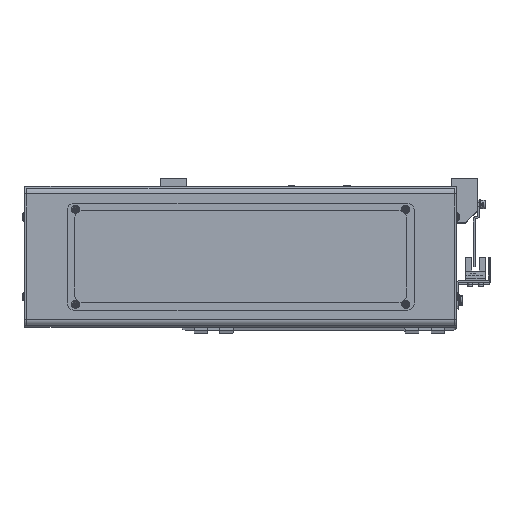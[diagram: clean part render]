
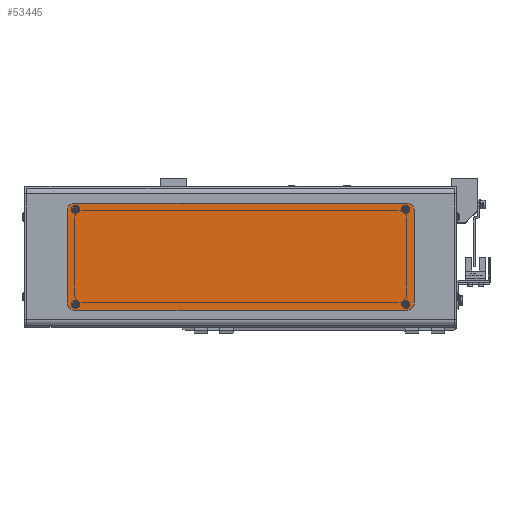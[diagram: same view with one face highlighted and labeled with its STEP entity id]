
A CAD part, top view. The second image highlights one B-rep face of the part: STEP entity #53445.
In plain terms, the highlighted planar face has unit normal (0, 0, 1).
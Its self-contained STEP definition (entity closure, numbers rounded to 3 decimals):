
#50 = FACE_OUTER_BOUND ( 'NONE', #6268, .T. ) ;
#200 = CARTESIAN_POINT ( 'NONE',  ( 107.75, 31., 2. ) ) ;
#396 = EDGE_CURVE ( 'NONE', #2018, #30712, #59334, .T. ) ;
#506 = DIRECTION ( 'NONE',  ( 1., 0., 0. ) ) ;
#547 = CARTESIAN_POINT ( 'NONE',  ( 108.25, -35., 2. ) ) ;
#1030 = VERTEX_POINT ( 'NONE', #21201 ) ;
#1086 = ORIENTED_EDGE ( 'NONE', *, *, #50380, .T. ) ;
#1219 = DIRECTION ( 'NONE',  ( 0., 0., 1. ) ) ;
#2018 = VERTEX_POINT ( 'NONE', #65435 ) ;
#2284 = EDGE_CURVE ( 'NONE', #24496, #52842, #15028, .T. ) ;
#2364 = CARTESIAN_POINT ( 'NONE',  ( 109.45, 31., 2. ) ) ;
#3103 = EDGE_CURVE ( 'NONE', #66413, #43663, #3104, .T. ) ;
#3104 = CIRCLE ( 'NONE', #9275, 1.7 ) ;
#3576 = ORIENTED_EDGE ( 'NONE', *, *, #28209, .T. ) ;
#3662 = DIRECTION ( 'NONE',  ( -1., 0., 0. ) ) ;
#3732 = DIRECTION ( 'NONE',  ( 1., 0., 0. ) ) ;
#4342 = CARTESIAN_POINT ( 'NONE',  ( -108.25, 35., 2. ) ) ;
#4685 = CARTESIAN_POINT ( 'NONE',  ( 113.25, 30., 2. ) ) ;
#4850 = AXIS2_PLACEMENT_3D ( 'NONE', #30990, #70845, #36754 ) ;
#4954 = CARTESIAN_POINT ( 'NONE',  ( 108.25, -30., 2. ) ) ;
#6042 = DIRECTION ( 'NONE',  ( 1., 0., 0. ) ) ;
#6268 = EDGE_LOOP ( 'NONE', ( #38874, #1086, #30864, #14559, #3576, #48345, #18187, #37750 ) ) ;
#6672 = DIRECTION ( 'NONE',  ( 0., 0., 1. ) ) ;
#6791 = CARTESIAN_POINT ( 'NONE',  ( -108.25, -35., 2. ) ) ;
#9092 = EDGE_CURVE ( 'NONE', #23546, #74011, #38014, .T. ) ;
#9275 = AXIS2_PLACEMENT_3D ( 'NONE', #73475, #73078, #72093 ) ;
#9660 = DIRECTION ( 'NONE',  ( 0., 1., 0. ) ) ;
#9823 = CARTESIAN_POINT ( 'NONE',  ( -109.45, 31., 2. ) ) ;
#10803 = DIRECTION ( 'NONE',  ( 1., 0., 0. ) ) ;
#11344 = EDGE_LOOP ( 'NONE', ( #28381, #29648 ) ) ;
#11777 = CARTESIAN_POINT ( 'NONE',  ( -106.05, 31., 2. ) ) ;
#11859 = EDGE_CURVE ( 'NONE', #67605, #1030, #37586, .T. ) ;
#12057 = AXIS2_PLACEMENT_3D ( 'NONE', #38180, #37993, #38095 ) ;
#12448 = CARTESIAN_POINT ( 'NONE',  ( 113.25, 30., 2. ) ) ;
#12662 = CARTESIAN_POINT ( 'NONE',  ( -108.25, 30., 2. ) ) ;
#13659 = FACE_BOUND ( 'NONE', #32378, .T. ) ;
#14559 = ORIENTED_EDGE ( 'NONE', *, *, #2284, .T. ) ;
#15028 = LINE ( 'NONE', #27007, #24935 ) ;
#18187 = ORIENTED_EDGE ( 'NONE', *, *, #68318, .T. ) ;
#18692 = LINE ( 'NONE', #32826, #34023 ) ;
#19065 = CARTESIAN_POINT ( 'NONE',  ( -109.45, -31., 2. ) ) ;
#19298 = EDGE_CURVE ( 'NONE', #65827, #69758, #68624, .T. ) ;
#20695 = VERTEX_POINT ( 'NONE', #2364 ) ;
#21201 = CARTESIAN_POINT ( 'NONE',  ( -108.25, 35., 2. ) ) ;
#21926 = CARTESIAN_POINT ( 'NONE',  ( 108.25, 35., 2. ) ) ;
#23185 = CARTESIAN_POINT ( 'NONE',  ( -113.25, -30., 2. ) ) ;
#23468 = CIRCLE ( 'NONE', #38958, 5. ) ;
#23546 = VERTEX_POINT ( 'NONE', #57125 ) ;
#24279 = DIRECTION ( 'NONE',  ( 1., 0., 0. ) ) ;
#24496 = VERTEX_POINT ( 'NONE', #6791 ) ;
#24694 = ORIENTED_EDGE ( 'NONE', *, *, #67235, .F. ) ;
#24772 = CARTESIAN_POINT ( 'NONE',  ( 107.75, -31., 2. ) ) ;
#24935 = VECTOR ( 'NONE', #52711, 1000. ) ;
#26741 = CARTESIAN_POINT ( 'NONE',  ( -107.75, 31., 2. ) ) ;
#27007 = CARTESIAN_POINT ( 'NONE',  ( 108.25, -35., 2. ) ) ;
#27185 = FACE_BOUND ( 'NONE', #61041, .T. ) ;
#28209 = EDGE_CURVE ( 'NONE', #52842, #23546, #23468, .T. ) ;
#28381 = ORIENTED_EDGE ( 'NONE', *, *, #396, .F. ) ;
#29648 = ORIENTED_EDGE ( 'NONE', *, *, #47669, .F. ) ;
#30597 = DIRECTION ( 'NONE',  ( 1., 0., 0. ) ) ;
#30712 = VERTEX_POINT ( 'NONE', #44325 ) ;
#30864 = ORIENTED_EDGE ( 'NONE', *, *, #59548, .T. ) ;
#30990 = CARTESIAN_POINT ( 'NONE',  ( -107.75, -31., 2. ) ) ;
#31012 = CIRCLE ( 'NONE', #62664, 5. ) ;
#32378 = EDGE_LOOP ( 'NONE', ( #54521, #60318 ) ) ;
#32583 = DIRECTION ( 'NONE',  ( 1., 0., 0. ) ) ;
#32826 = CARTESIAN_POINT ( 'NONE',  ( -113.25, -30., 2. ) ) ;
#34013 = CARTESIAN_POINT ( 'NONE',  ( -108.25, 30., 2. ) ) ;
#34023 = VECTOR ( 'NONE', #66932, 1000. ) ;
#35166 = DIRECTION ( 'NONE',  ( 0., 0., 1. ) ) ;
#35855 = CARTESIAN_POINT ( 'NONE',  ( 107.75, 31., 2. ) ) ;
#36754 = DIRECTION ( 'NONE',  ( 1., 0., 0. ) ) ;
#37327 = VERTEX_POINT ( 'NONE', #23185 ) ;
#37586 = LINE ( 'NONE', #4342, #66082 ) ;
#37750 = ORIENTED_EDGE ( 'NONE', *, *, #11859, .T. ) ;
#37993 = DIRECTION ( 'NONE',  ( 0., 0., 1. ) ) ;
#38014 = LINE ( 'NONE', #4685, #49718 ) ;
#38084 = EDGE_LOOP ( 'NONE', ( #67888, #24694 ) ) ;
#38095 = DIRECTION ( 'NONE',  ( 1., 0., 0. ) ) ;
#38180 = CARTESIAN_POINT ( 'NONE',  ( 107.75, -31., 2. ) ) ;
#38331 = DIRECTION ( 'NONE',  ( 0., 0., 1. ) ) ;
#38351 = CIRCLE ( 'NONE', #54568, 1.7 ) ;
#38801 = AXIS2_PLACEMENT_3D ( 'NONE', #200, #40636, #6042 ) ;
#38874 = ORIENTED_EDGE ( 'NONE', *, *, #55690, .T. ) ;
#38958 = AXIS2_PLACEMENT_3D ( 'NONE', #4954, #45342, #10803 ) ;
#39778 = DIRECTION ( 'NONE',  ( 1., 0., 0. ) ) ;
#40636 = DIRECTION ( 'NONE',  ( 0., 0., 1. ) ) ;
#41231 = CARTESIAN_POINT ( 'NONE',  ( 108.25, 30., 2. ) ) ;
#41634 = DIRECTION ( 'NONE',  ( 1., 0., 0. ) ) ;
#42350 = EDGE_CURVE ( 'NONE', #49317, #20695, #44958, .T. ) ;
#42507 = FACE_BOUND ( 'NONE', #11344, .T. ) ;
#43663 = VERTEX_POINT ( 'NONE', #19065 ) ;
#44129 = CARTESIAN_POINT ( 'NONE',  ( -113.25, 30., 2. ) ) ;
#44325 = CARTESIAN_POINT ( 'NONE',  ( 109.45, -31., 2. ) ) ;
#44958 = CIRCLE ( 'NONE', #38801, 1.7 ) ;
#45342 = DIRECTION ( 'NONE',  ( 0., 0., 1. ) ) ;
#45531 = CARTESIAN_POINT ( 'NONE',  ( -106.05, -31., 2. ) ) ;
#45978 = CIRCLE ( 'NONE', #47292, 1.7 ) ;
#46449 = AXIS2_PLACEMENT_3D ( 'NONE', #12662, #58593, #24279 ) ;
#46938 = CIRCLE ( 'NONE', #65547, 5. ) ;
#47021 = DIRECTION ( 'NONE',  ( 1., 0., 0. ) ) ;
#47202 = PLANE ( 'NONE',  #46449 ) ;
#47292 = AXIS2_PLACEMENT_3D ( 'NONE', #26741, #66705, #32583 ) ;
#47669 = EDGE_CURVE ( 'NONE', #30712, #2018, #73491, .T. ) ;
#47884 = EDGE_CURVE ( 'NONE', #69758, #65827, #45978, .T. ) ;
#48345 = ORIENTED_EDGE ( 'NONE', *, *, #9092, .T. ) ;
#49317 = VERTEX_POINT ( 'NONE', #62301 ) ;
#49718 = VECTOR ( 'NONE', #9660, 1000. ) ;
#50054 = CIRCLE ( 'NONE', #70948, 5. ) ;
#50360 = VERTEX_POINT ( 'NONE', #44129 ) ;
#50380 = EDGE_CURVE ( 'NONE', #50360, #37327, #18692, .T. ) ;
#52711 = DIRECTION ( 'NONE',  ( 1., 0., 0. ) ) ;
#52842 = VERTEX_POINT ( 'NONE', #547 ) ;
#53445 = ADVANCED_FACE ( 'NONE', ( #42507, #13659, #50, #57672, #27185 ), #47202, .T. ) ;
#54521 = ORIENTED_EDGE ( 'NONE', *, *, #19298, .F. ) ;
#54568 = AXIS2_PLACEMENT_3D ( 'NONE', #35855, #1219, #41634 ) ;
#55690 = EDGE_CURVE ( 'NONE', #1030, #50360, #46938, .T. ) ;
#56984 = AXIS2_PLACEMENT_3D ( 'NONE', #69238, #35166, #506 ) ;
#57125 = CARTESIAN_POINT ( 'NONE',  ( 113.25, -30., 2. ) ) ;
#57672 = FACE_BOUND ( 'NONE', #38084, .T. ) ;
#58212 = ORIENTED_EDGE ( 'NONE', *, *, #66247, .F. ) ;
#58593 = DIRECTION ( 'NONE',  ( 0., 0., 1. ) ) ;
#59334 = CIRCLE ( 'NONE', #12057, 1.7 ) ;
#59548 = EDGE_CURVE ( 'NONE', #37327, #24496, #50054, .T. ) ;
#60318 = ORIENTED_EDGE ( 'NONE', *, *, #47884, .F. ) ;
#61041 = EDGE_LOOP ( 'NONE', ( #58212, #65930 ) ) ;
#62301 = CARTESIAN_POINT ( 'NONE',  ( 106.05, 31., 2. ) ) ;
#62664 = AXIS2_PLACEMENT_3D ( 'NONE', #41231, #6672, #47021 ) ;
#63868 = AXIS2_PLACEMENT_3D ( 'NONE', #24772, #64771, #30597 ) ;
#64771 = DIRECTION ( 'NONE',  ( 0., 0., 1. ) ) ;
#65435 = CARTESIAN_POINT ( 'NONE',  ( 106.05, -31., 2. ) ) ;
#65547 = AXIS2_PLACEMENT_3D ( 'NONE', #34013, #73833, #39778 ) ;
#65827 = VERTEX_POINT ( 'NONE', #9823 ) ;
#65930 = ORIENTED_EDGE ( 'NONE', *, *, #3103, .F. ) ;
#66082 = VECTOR ( 'NONE', #3662, 1000. ) ;
#66247 = EDGE_CURVE ( 'NONE', #43663, #66413, #68016, .T. ) ;
#66413 = VERTEX_POINT ( 'NONE', #45531 ) ;
#66705 = DIRECTION ( 'NONE',  ( 0., 0., 1. ) ) ;
#66932 = DIRECTION ( 'NONE',  ( 0., -1., 0. ) ) ;
#67235 = EDGE_CURVE ( 'NONE', #20695, #49317, #38351, .T. ) ;
#67605 = VERTEX_POINT ( 'NONE', #21926 ) ;
#67888 = ORIENTED_EDGE ( 'NONE', *, *, #42350, .F. ) ;
#68016 = CIRCLE ( 'NONE', #4850, 1.7 ) ;
#68318 = EDGE_CURVE ( 'NONE', #74011, #67605, #31012, .T. ) ;
#68624 = CIRCLE ( 'NONE', #56984, 1.7 ) ;
#69238 = CARTESIAN_POINT ( 'NONE',  ( -107.75, 31., 2. ) ) ;
#69758 = VERTEX_POINT ( 'NONE', #11777 ) ;
#70845 = DIRECTION ( 'NONE',  ( 0., 0., 1. ) ) ;
#70948 = AXIS2_PLACEMENT_3D ( 'NONE', #72386, #38331, #3732 ) ;
#72093 = DIRECTION ( 'NONE',  ( 1., 0., 0. ) ) ;
#72386 = CARTESIAN_POINT ( 'NONE',  ( -108.25, -30., 2. ) ) ;
#73078 = DIRECTION ( 'NONE',  ( 0., 0., 1. ) ) ;
#73475 = CARTESIAN_POINT ( 'NONE',  ( -107.75, -31., 2. ) ) ;
#73491 = CIRCLE ( 'NONE', #63868, 1.7 ) ;
#73833 = DIRECTION ( 'NONE',  ( 0., 0., 1. ) ) ;
#74011 = VERTEX_POINT ( 'NONE', #12448 ) ;
